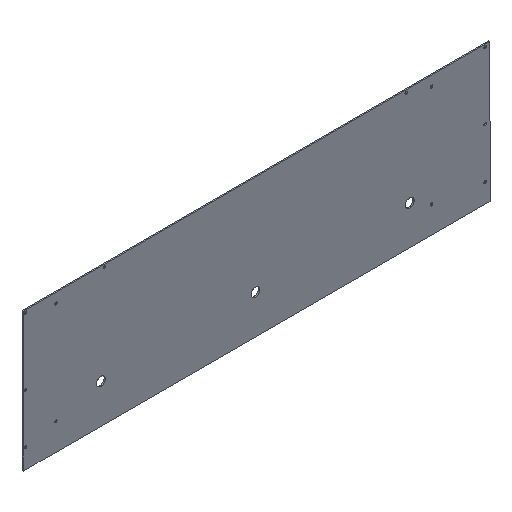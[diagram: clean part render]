
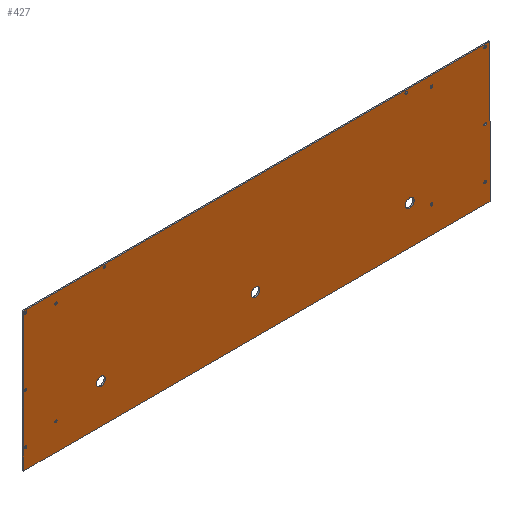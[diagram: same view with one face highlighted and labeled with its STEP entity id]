
A CAD part, isometric view. The second image highlights one B-rep face of the part: STEP entity #427.
In plain terms, the highlighted planar face has unit normal (0, -1, 0).
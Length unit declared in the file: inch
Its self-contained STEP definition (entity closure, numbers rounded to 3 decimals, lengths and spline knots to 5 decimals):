
#22=LINE('',#713,#37);
#23=LINE('',#716,#38);
#26=LINE('',#721,#41);
#28=LINE('',#725,#43);
#29=LINE('',#727,#44);
#37=VECTOR('',#603,39.37008);
#38=VECTOR('',#606,39.37008);
#41=VECTOR('',#611,39.37008);
#43=VECTOR('',#615,39.37008);
#44=VECTOR('',#618,39.37008);
#51=PLANE('',#499);
#82=FACE_BOUND('',#171,.T.);
#83=FACE_BOUND('',#172,.T.);
#84=FACE_BOUND('',#173,.T.);
#85=FACE_BOUND('',#174,.T.);
#86=FACE_BOUND('',#175,.T.);
#87=FACE_BOUND('',#176,.T.);
#88=FACE_BOUND('',#177,.T.);
#89=FACE_BOUND('',#178,.T.);
#90=FACE_BOUND('',#179,.T.);
#91=FACE_BOUND('',#180,.T.);
#92=FACE_BOUND('',#181,.T.);
#93=FACE_BOUND('',#182,.T.);
#94=FACE_BOUND('',#183,.T.);
#95=FACE_BOUND('',#184,.T.);
#96=FACE_BOUND('',#185,.T.);
#118=FACE_OUTER_BOUND('',#170,.T.);
#170=EDGE_LOOP('',(#371,#372,#373,#374,#375));
#171=EDGE_LOOP('',(#376));
#172=EDGE_LOOP('',(#377));
#173=EDGE_LOOP('',(#378));
#174=EDGE_LOOP('',(#379));
#175=EDGE_LOOP('',(#380));
#176=EDGE_LOOP('',(#381));
#177=EDGE_LOOP('',(#382));
#178=EDGE_LOOP('',(#383));
#179=EDGE_LOOP('',(#384));
#180=EDGE_LOOP('',(#385));
#181=EDGE_LOOP('',(#386));
#182=EDGE_LOOP('',(#387));
#183=EDGE_LOOP('',(#388));
#184=EDGE_LOOP('',(#389));
#185=EDGE_LOOP('',(#390));
#186=CIRCLE('',#449,0.125);
#188=CIRCLE('',#452,0.125);
#190=CIRCLE('',#455,0.125);
#192=CIRCLE('',#458,0.125);
#194=CIRCLE('',#461,0.45);
#196=CIRCLE('',#464,0.45);
#198=CIRCLE('',#467,0.45);
#200=CIRCLE('',#470,0.125);
#202=CIRCLE('',#473,0.125);
#204=CIRCLE('',#476,0.125);
#206=CIRCLE('',#479,0.125);
#208=CIRCLE('',#482,0.125);
#210=CIRCLE('',#485,0.125);
#212=CIRCLE('',#488,0.125);
#214=CIRCLE('',#491,0.125);
#216=VERTEX_POINT('',#623);
#218=VERTEX_POINT('',#628);
#220=VERTEX_POINT('',#633);
#222=VERTEX_POINT('',#638);
#224=VERTEX_POINT('',#643);
#226=VERTEX_POINT('',#648);
#228=VERTEX_POINT('',#653);
#230=VERTEX_POINT('',#658);
#232=VERTEX_POINT('',#663);
#234=VERTEX_POINT('',#668);
#236=VERTEX_POINT('',#673);
#238=VERTEX_POINT('',#678);
#240=VERTEX_POINT('',#683);
#242=VERTEX_POINT('',#688);
#244=VERTEX_POINT('',#693);
#251=VERTEX_POINT('',#709);
#252=VERTEX_POINT('',#711);
#253=VERTEX_POINT('',#715);
#254=VERTEX_POINT('',#719);
#255=VERTEX_POINT('',#723);
#256=EDGE_CURVE('',#216,#216,#186,.T.);
#258=EDGE_CURVE('',#218,#218,#188,.T.);
#260=EDGE_CURVE('',#220,#220,#190,.T.);
#262=EDGE_CURVE('',#222,#222,#192,.T.);
#264=EDGE_CURVE('',#224,#224,#194,.T.);
#266=EDGE_CURVE('',#226,#226,#196,.T.);
#268=EDGE_CURVE('',#228,#228,#198,.T.);
#270=EDGE_CURVE('',#230,#230,#200,.T.);
#272=EDGE_CURVE('',#232,#232,#202,.T.);
#274=EDGE_CURVE('',#234,#234,#204,.T.);
#276=EDGE_CURVE('',#236,#236,#206,.T.);
#278=EDGE_CURVE('',#238,#238,#208,.T.);
#280=EDGE_CURVE('',#240,#240,#210,.T.);
#282=EDGE_CURVE('',#242,#242,#212,.T.);
#284=EDGE_CURVE('',#244,#244,#214,.T.);
#293=EDGE_CURVE('',#251,#252,#22,.T.);
#294=EDGE_CURVE('',#251,#253,#23,.T.);
#297=EDGE_CURVE('',#254,#253,#26,.T.);
#299=EDGE_CURVE('',#255,#254,#28,.T.);
#300=EDGE_CURVE('',#255,#252,#29,.T.);
#371=ORIENTED_EDGE('',*,*,#297,.T.);
#372=ORIENTED_EDGE('',*,*,#294,.F.);
#373=ORIENTED_EDGE('',*,*,#293,.T.);
#374=ORIENTED_EDGE('',*,*,#300,.F.);
#375=ORIENTED_EDGE('',*,*,#299,.T.);
#376=ORIENTED_EDGE('',*,*,#268,.T.);
#377=ORIENTED_EDGE('',*,*,#266,.T.);
#378=ORIENTED_EDGE('',*,*,#270,.T.);
#379=ORIENTED_EDGE('',*,*,#262,.T.);
#380=ORIENTED_EDGE('',*,*,#274,.T.);
#381=ORIENTED_EDGE('',*,*,#258,.T.);
#382=ORIENTED_EDGE('',*,*,#276,.T.);
#383=ORIENTED_EDGE('',*,*,#278,.T.);
#384=ORIENTED_EDGE('',*,*,#280,.T.);
#385=ORIENTED_EDGE('',*,*,#282,.T.);
#386=ORIENTED_EDGE('',*,*,#284,.T.);
#387=ORIENTED_EDGE('',*,*,#256,.T.);
#388=ORIENTED_EDGE('',*,*,#260,.T.);
#389=ORIENTED_EDGE('',*,*,#272,.T.);
#390=ORIENTED_EDGE('',*,*,#264,.T.);
#427=ADVANCED_FACE('',(#118,#82,#83,#84,#85,#86,#87,#88,#89,#90,#91,#92,
#93,#94,#95,#96),#51,.T.);
#449=AXIS2_PLACEMENT_3D('',#624,#504,#505);
#452=AXIS2_PLACEMENT_3D('',#629,#510,#511);
#455=AXIS2_PLACEMENT_3D('',#634,#516,#517);
#458=AXIS2_PLACEMENT_3D('',#639,#522,#523);
#461=AXIS2_PLACEMENT_3D('',#644,#528,#529);
#464=AXIS2_PLACEMENT_3D('',#649,#534,#535);
#467=AXIS2_PLACEMENT_3D('',#654,#540,#541);
#470=AXIS2_PLACEMENT_3D('',#659,#546,#547);
#473=AXIS2_PLACEMENT_3D('',#664,#552,#553);
#476=AXIS2_PLACEMENT_3D('',#669,#558,#559);
#479=AXIS2_PLACEMENT_3D('',#674,#564,#565);
#482=AXIS2_PLACEMENT_3D('',#679,#570,#571);
#485=AXIS2_PLACEMENT_3D('',#684,#576,#577);
#488=AXIS2_PLACEMENT_3D('',#689,#582,#583);
#491=AXIS2_PLACEMENT_3D('',#694,#588,#589);
#499=AXIS2_PLACEMENT_3D('',#728,#619,#620);
#504=DIRECTION('center_axis',(0.,1.,0.));
#505=DIRECTION('ref_axis',(0.,0.,1.));
#510=DIRECTION('center_axis',(0.,1.,0.));
#511=DIRECTION('ref_axis',(0.,0.,1.));
#516=DIRECTION('center_axis',(0.,1.,0.));
#517=DIRECTION('ref_axis',(0.,0.,1.));
#522=DIRECTION('center_axis',(0.,1.,0.));
#523=DIRECTION('ref_axis',(0.,0.,1.));
#528=DIRECTION('center_axis',(0.,1.,0.));
#529=DIRECTION('ref_axis',(0.,0.,1.));
#534=DIRECTION('center_axis',(0.,1.,0.));
#535=DIRECTION('ref_axis',(0.,0.,1.));
#540=DIRECTION('center_axis',(0.,1.,0.));
#541=DIRECTION('ref_axis',(0.,0.,1.));
#546=DIRECTION('center_axis',(0.,1.,0.));
#547=DIRECTION('ref_axis',(0.,0.,1.));
#552=DIRECTION('center_axis',(0.,1.,0.));
#553=DIRECTION('ref_axis',(0.,0.,1.));
#558=DIRECTION('center_axis',(0.,1.,0.));
#559=DIRECTION('ref_axis',(0.,0.,1.));
#564=DIRECTION('center_axis',(0.,1.,0.));
#565=DIRECTION('ref_axis',(0.,0.,1.));
#570=DIRECTION('center_axis',(0.,1.,0.));
#571=DIRECTION('ref_axis',(0.,0.,1.));
#576=DIRECTION('center_axis',(0.,1.,0.));
#577=DIRECTION('ref_axis',(0.,0.,1.));
#582=DIRECTION('center_axis',(0.,1.,0.));
#583=DIRECTION('ref_axis',(0.,0.,1.));
#588=DIRECTION('center_axis',(0.,1.,0.));
#589=DIRECTION('ref_axis',(0.,0.,1.));
#603=DIRECTION('',(1.,0.,-0.002));
#606=DIRECTION('',(0.,0.,1.));
#611=DIRECTION('',(-1.,0.,0.));
#615=DIRECTION('',(0.,0.,1.));
#618=DIRECTION('',(-1.,0.,0.));
#619=DIRECTION('center_axis',(0.,-1.,0.));
#620=DIRECTION('ref_axis',(0.,0.,-1.));
#623=CARTESIAN_POINT('',(23.625,-0.875,58.50256));
#624=CARTESIAN_POINT('Origin',(23.625,-0.875,58.37756));
#628=CARTESIAN_POINT('',(23.625,-0.875,70.5));
#629=CARTESIAN_POINT('Origin',(23.625,-0.875,70.375));
#633=CARTESIAN_POINT('',(15.5,-0.875,70.5));
#634=CARTESIAN_POINT('Origin',(15.5,-0.875,70.375));
#638=CARTESIAN_POINT('',(23.625,-0.875,63.62651));
#639=CARTESIAN_POINT('Origin',(23.625,-0.875,63.50151));
#643=CARTESIAN_POINT('',(15.875,-0.875,60.825));
#644=CARTESIAN_POINT('Origin',(15.875,-0.875,60.375));
#648=CARTESIAN_POINT('',(0.,-0.875,60.825));
#649=CARTESIAN_POINT('Origin',(0.,-0.875,60.375));
#653=CARTESIAN_POINT('',(-15.875,-0.875,60.825));
#654=CARTESIAN_POINT('Origin',(-15.875,-0.875,60.375));
#658=CARTESIAN_POINT('',(-23.625,-0.875,70.5));
#659=CARTESIAN_POINT('Origin',(-23.625,-0.875,70.375));
#663=CARTESIAN_POINT('',(-15.5,-0.875,70.5));
#664=CARTESIAN_POINT('Origin',(-15.5,-0.875,70.375));
#668=CARTESIAN_POINT('',(-23.625,-0.875,58.50256));
#669=CARTESIAN_POINT('Origin',(-23.625,-0.875,58.37756));
#673=CARTESIAN_POINT('',(-23.625,-0.875,63.62651));
#674=CARTESIAN_POINT('Origin',(-23.625,-0.875,63.50151));
#678=CARTESIAN_POINT('',(-20.5236,-0.875,59.25));
#679=CARTESIAN_POINT('Origin',(-20.5236,-0.875,59.125));
#683=CARTESIAN_POINT('',(18.125,-0.875,69.75));
#684=CARTESIAN_POINT('Origin',(18.125,-0.875,69.625));
#688=CARTESIAN_POINT('',(-20.5236,-0.875,69.75));
#689=CARTESIAN_POINT('Origin',(-20.5236,-0.875,69.625));
#693=CARTESIAN_POINT('',(18.125,-0.875,59.25));
#694=CARTESIAN_POINT('Origin',(18.125,-0.875,59.125));
#709=CARTESIAN_POINT('',(-23.875,-0.875,56.37802));
#711=CARTESIAN_POINT('',(-22.25,-0.875,56.375));
#713=CARTESIAN_POINT('',(-23.0625,-0.875,56.37651));
#715=CARTESIAN_POINT('',(-23.875,-0.875,70.625));
#716=CARTESIAN_POINT('',(-23.875,-0.875,63.52318));
#719=CARTESIAN_POINT('',(24.125,-0.875,70.625));
#721=CARTESIAN_POINT('',(0.0625,-0.875,70.625));
#723=CARTESIAN_POINT('',(24.125,-0.875,56.375));
#725=CARTESIAN_POINT('',(24.125,-0.875,63.5));
#727=CARTESIAN_POINT('',(0.,-0.875,56.375));
#728=CARTESIAN_POINT('Origin',(0.0625,-0.875,63.5));
